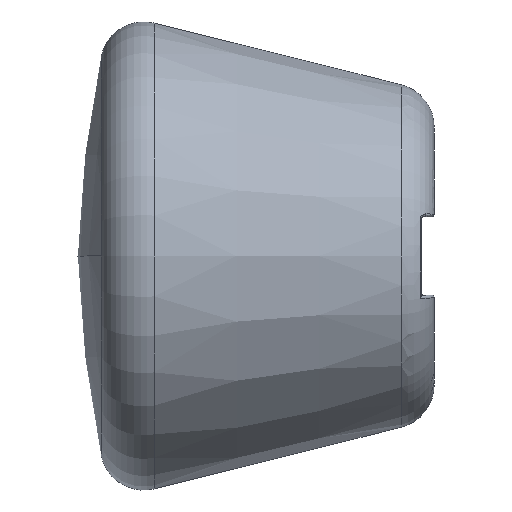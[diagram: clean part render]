
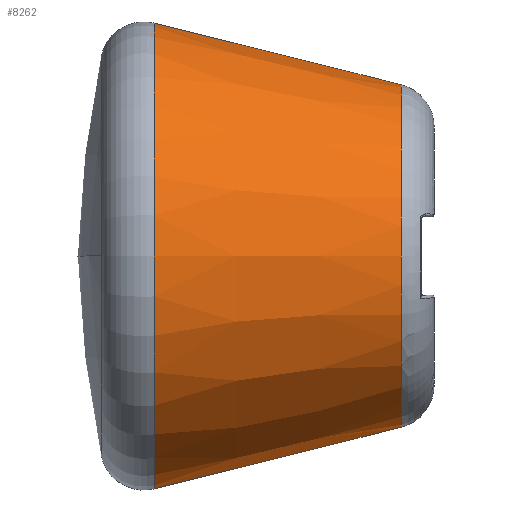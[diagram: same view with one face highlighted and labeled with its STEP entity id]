
A CAD part, left-side view. The second image highlights one B-rep face of the part: STEP entity #8262.
In plain terms, the highlighted conical face has half-angle 14 degrees and reference radius 197.117 mm.
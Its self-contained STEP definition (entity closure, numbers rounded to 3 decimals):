
#122 = VECTOR ( 'NONE', #11070, 1000. ) ;
#542 = DIRECTION ( 'NONE',  ( 0., 1., 0. ) ) ;
#910 = CARTESIAN_POINT ( 'NONE',  ( 0., 37.904, 197.117 ) ) ;
#1234 = ORIENTED_EDGE ( 'NONE', *, *, #7073, .T. ) ;
#1476 = DIRECTION ( 'NONE',  ( 0., -1., 0. ) ) ;
#1592 = FACE_OUTER_BOUND ( 'NONE', #3697, .T. ) ;
#1731 = CIRCLE ( 'NONE', #8943, 197.117 ) ;
#1763 = VERTEX_POINT ( 'NONE', #1906 ) ;
#1906 = CARTESIAN_POINT ( 'NONE',  ( 0., 37.904, -197.117 ) ) ;
#2435 = VERTEX_POINT ( 'NONE', #910 ) ;
#2446 = CARTESIAN_POINT ( 'NONE',  ( 0., 37.904, 197.117 ) ) ;
#2828 = LINE ( 'NONE', #2446, #122 ) ;
#2890 = VERTEX_POINT ( 'NONE', #5543 ) ;
#3352 = LINE ( 'NONE', #9409, #3900 ) ;
#3697 = EDGE_LOOP ( 'NONE', ( #10899, #4611, #1234, #9892 ) ) ;
#3900 = VECTOR ( 'NONE', #6974, 1000. ) ;
#3969 = DIRECTION ( 'NONE',  ( 0., 0., -1. ) ) ;
#4611 = ORIENTED_EDGE ( 'NONE', *, *, #9386, .F. ) ;
#5543 = CARTESIAN_POINT ( 'NONE',  ( 0., 322.202, 268. ) ) ;
#5725 = CARTESIAN_POINT ( 'NONE',  ( 0., 37.904, 0. ) ) ;
#6159 = DIRECTION ( 'NONE',  ( 0., -1., 0. ) ) ;
#6974 = DIRECTION ( 'NONE',  ( 0., 0.97, -0.242 ) ) ;
#7073 = EDGE_CURVE ( 'NONE', #2435, #2890, #2828, .T. ) ;
#7986 = CARTESIAN_POINT ( 'NONE',  ( 0., 322.202, 0. ) ) ;
#8155 = EDGE_CURVE ( 'NONE', #2890, #10312, #9070, .T. ) ;
#8262 = ADVANCED_FACE ( 'NONE', ( #1592 ), #9730, .T. ) ;
#8269 = DIRECTION ( 'NONE',  ( 0., 0., 1. ) ) ;
#8863 = EDGE_CURVE ( 'NONE', #1763, #10312, #3352, .T. ) ;
#8943 = AXIS2_PLACEMENT_3D ( 'NONE', #5725, #1476, #3969 ) ;
#9070 = CIRCLE ( 'NONE', #9223, 268. ) ;
#9223 = AXIS2_PLACEMENT_3D ( 'NONE', #7986, #6159, #10547 ) ;
#9386 = EDGE_CURVE ( 'NONE', #2435, #1763, #1731, .T. ) ;
#9409 = CARTESIAN_POINT ( 'NONE',  ( 0., 37.904, -197.117 ) ) ;
#9730 = CONICAL_SURFACE ( 'NONE', #10951, 197.117, 0.244 ) ;
#9892 = ORIENTED_EDGE ( 'NONE', *, *, #8155, .T. ) ;
#10312 = VERTEX_POINT ( 'NONE', #10921 ) ;
#10547 = DIRECTION ( 'NONE',  ( 0., 0., -1. ) ) ;
#10722 = CARTESIAN_POINT ( 'NONE',  ( 0., 37.904, 0. ) ) ;
#10899 = ORIENTED_EDGE ( 'NONE', *, *, #8863, .F. ) ;
#10921 = CARTESIAN_POINT ( 'NONE',  ( 0., 322.202, -268. ) ) ;
#10951 = AXIS2_PLACEMENT_3D ( 'NONE', #10722, #542, #8269 ) ;
#11070 = DIRECTION ( 'NONE',  ( 0., 0.97, 0.242 ) ) ;
